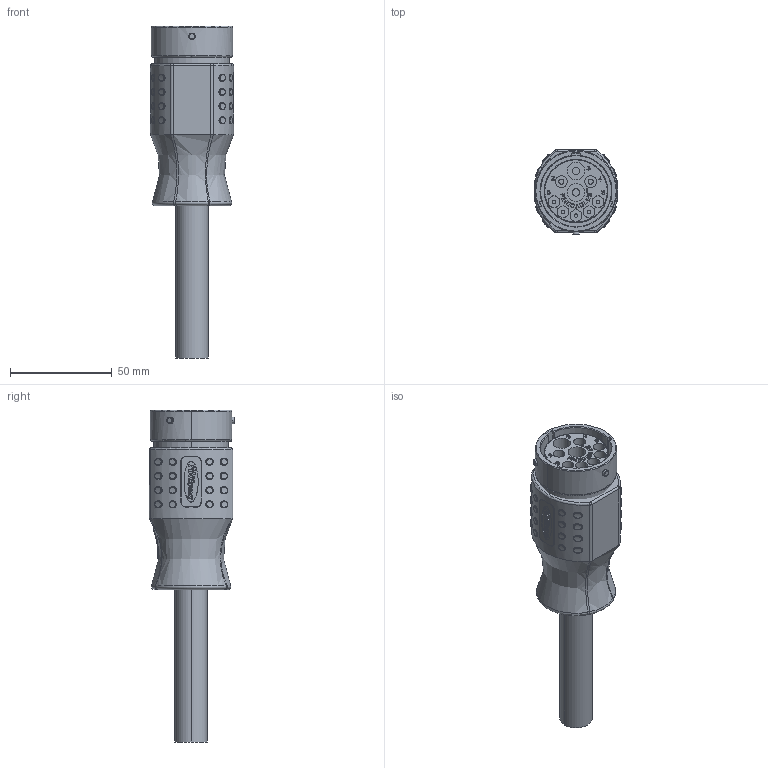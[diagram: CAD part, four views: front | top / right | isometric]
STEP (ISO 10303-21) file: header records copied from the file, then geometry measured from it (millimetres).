
FILE_DESCRIPTION (( 'STEP AP203' ), '1' );
FILE_NAME ('P489.STEP', '2020-04-16T02:06:39', ( 'edpusr' ), ( 'Microsoft' ), 'SwSTEP 2.0', 'SolidWorks 2015', '' );
FILE_SCHEMA (( 'CONFIG_CONTROL_DESIGN' ));
Length unit declared in the file: millimetre
Products named in the file (1): P489
Bounding box: 41 x 41.88 x 163.5 mm (x, y, z)
Volume: 163014 mm3; surface area: 33955.9 mm2
Topology: 3 solids, 3 shells, 1159 faces, 3002 edges, 1960 vertices
Faces by surface type: plane 635, cylinder 305, bspline 175, cone 33, torus 11
Entity records: 55201 total; most frequent: CARTESIAN_POINT 27767, ORIENTED_EDGE 6004, DIRECTION 5132, EDGE_CURVE 3002, VECTOR 1988, LINE 1988, VERTEX_POINT 1960, AXIS2_PLACEMENT_3D 1572
